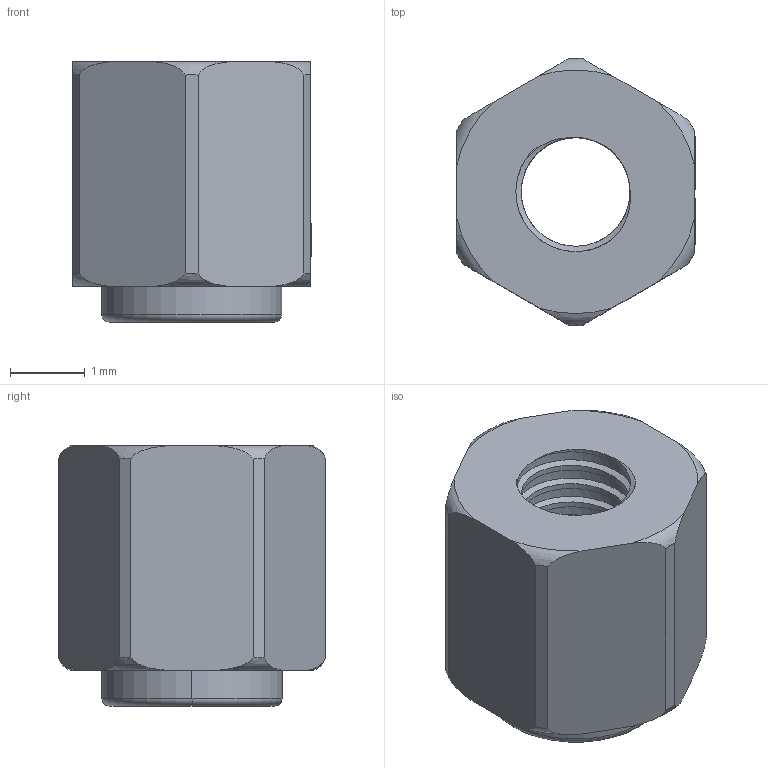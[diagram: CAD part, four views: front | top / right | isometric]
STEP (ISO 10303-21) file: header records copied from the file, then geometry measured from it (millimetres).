
FILE_DESCRIPTION (( 'STEP AP214' ), '1' );
FILE_NAME ('SMD_BD3.2-D2.4.STEP', '2022-07-26T11:38:36', ( '' ), ( '' ), 'SwSTEP 2.0', 'SolidWorks 2020', '' );
FILE_SCHEMA (( 'AUTOMOTIVE_DESIGN' ));
Length unit declared in the file: millimetre
Products named in the file (1): SMD_BD3.2-D2.4
Bounding box: 3.19 x 3.57 x 3.48 mm (x, y, z)
Volume: 21.8 mm3; surface area: 70.3 mm2
Topology: 1 solids, 1 shells, 283 faces, 779 edges, 518 vertices
Faces by surface type: plane 142, bspline 101, cylinder 26, torus 14
Entity records: 13965 total; most frequent: CARTESIAN_POINT 4495, ORIENTED_EDGE 1558, DIRECTION 883, EDGE_CURVE 779, VERTEX_POINT 518, LINE 469, VECTOR 469, EDGE_LOOP 305
